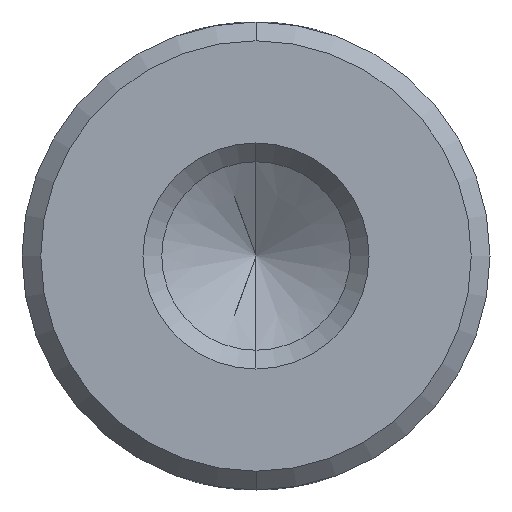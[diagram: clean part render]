
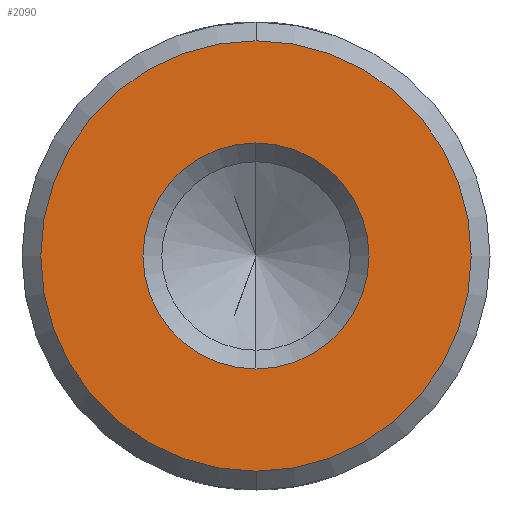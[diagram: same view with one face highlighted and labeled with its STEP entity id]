
A CAD part, front view. The second image highlights one B-rep face of the part: STEP entity #2090.
In plain terms, the highlighted planar face has unit normal (0, -1, 0).
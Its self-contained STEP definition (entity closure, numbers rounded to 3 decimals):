
#92 = PLANE ( 'NONE',  #2758 ) ;
#104 = CARTESIAN_POINT ( 'NONE',  ( 5.829, 0., 0. ) ) ;
#152 = DIRECTION ( 'NONE',  ( 0., 0., 1. ) ) ;
#215 = DIRECTION ( 'NONE',  ( 0., 1., 0. ) ) ;
#240 = AXIS2_PLACEMENT_3D ( 'NONE', #2517, #1253, #2736 ) ;
#246 = DIRECTION ( 'NONE',  ( 0., 1., 0. ) ) ;
#261 = CIRCLE ( 'NONE', #2393, 5.829 ) ;
#318 = DIRECTION ( 'NONE',  ( 0., 0., 1. ) ) ;
#478 = EDGE_LOOP ( 'NONE', ( #1256, #1873 ) ) ;
#521 = VERTEX_POINT ( 'NONE', #982 ) ;
#575 = EDGE_LOOP ( 'NONE', ( #1369, #2481 ) ) ;
#692 = CARTESIAN_POINT ( 'NONE',  ( 0., 0., 5.829 ) ) ;
#982 = CARTESIAN_POINT ( 'NONE',  ( 0., 0., -5.829 ) ) ;
#984 = AXIS2_PLACEMENT_3D ( 'NONE', #2694, #1430, #152 ) ;
#1253 = DIRECTION ( 'NONE',  ( 0., 1., 0. ) ) ;
#1256 = ORIENTED_EDGE ( 'NONE', *, *, #2207, .T. ) ;
#1369 = ORIENTED_EDGE ( 'NONE', *, *, #2420, .F. ) ;
#1370 = AXIS2_PLACEMENT_3D ( 'NONE', #1485, #215, #1696 ) ;
#1430 = DIRECTION ( 'NONE',  ( 0., 1., 0. ) ) ;
#1485 = CARTESIAN_POINT ( 'NONE',  ( 0., 0., 0. ) ) ;
#1507 = CARTESIAN_POINT ( 'NONE',  ( 0., 0., -3.061 ) ) ;
#1518 = CARTESIAN_POINT ( 'NONE',  ( 0., 0., 0. ) ) ;
#1579 = FACE_OUTER_BOUND ( 'NONE', #575, .T. ) ;
#1596 = DIRECTION ( 'NONE',  ( 0., 1., 0. ) ) ;
#1605 = CIRCLE ( 'NONE', #984, 3.061 ) ;
#1696 = DIRECTION ( 'NONE',  ( 0., 0., 1. ) ) ;
#1725 = DIRECTION ( 'NONE',  ( 0., 0., 1. ) ) ;
#1767 = VERTEX_POINT ( 'NONE', #1507 ) ;
#1797 = EDGE_CURVE ( 'NONE', #521, #1943, #261, .T. ) ;
#1873 = ORIENTED_EDGE ( 'NONE', *, *, #2364, .T. ) ;
#1943 = VERTEX_POINT ( 'NONE', #692 ) ;
#2025 = CARTESIAN_POINT ( 'NONE',  ( 0., 0., 3.061 ) ) ;
#2090 = ADVANCED_FACE ( 'NONE', ( #2126, #1579 ), #92, .F. ) ;
#2126 = FACE_BOUND ( 'NONE', #478, .T. ) ;
#2153 = VERTEX_POINT ( 'NONE', #2025 ) ;
#2207 = EDGE_CURVE ( 'NONE', #1767, #2153, #1605, .T. ) ;
#2364 = EDGE_CURVE ( 'NONE', #2153, #1767, #2696, .T. ) ;
#2393 = AXIS2_PLACEMENT_3D ( 'NONE', #1518, #246, #1725 ) ;
#2420 = EDGE_CURVE ( 'NONE', #1943, #521, #2492, .T. ) ;
#2481 = ORIENTED_EDGE ( 'NONE', *, *, #1797, .F. ) ;
#2492 = CIRCLE ( 'NONE', #1370, 5.829 ) ;
#2517 = CARTESIAN_POINT ( 'NONE',  ( 0., 0., 0. ) ) ;
#2694 = CARTESIAN_POINT ( 'NONE',  ( 0., 0., 0. ) ) ;
#2696 = CIRCLE ( 'NONE', #240, 3.061 ) ;
#2736 = DIRECTION ( 'NONE',  ( 0., 0., 1. ) ) ;
#2758 = AXIS2_PLACEMENT_3D ( 'NONE', #104, #1596, #318 ) ;
